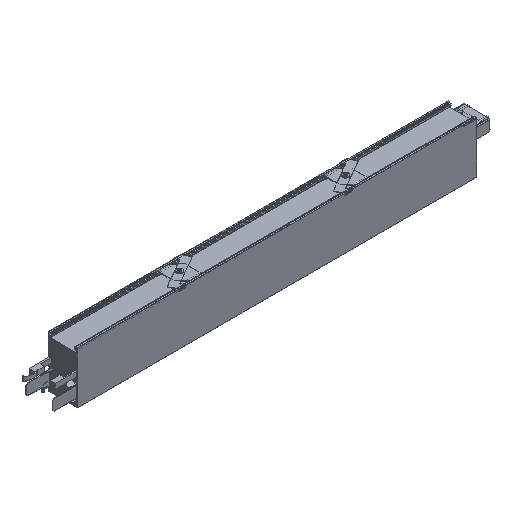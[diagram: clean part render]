
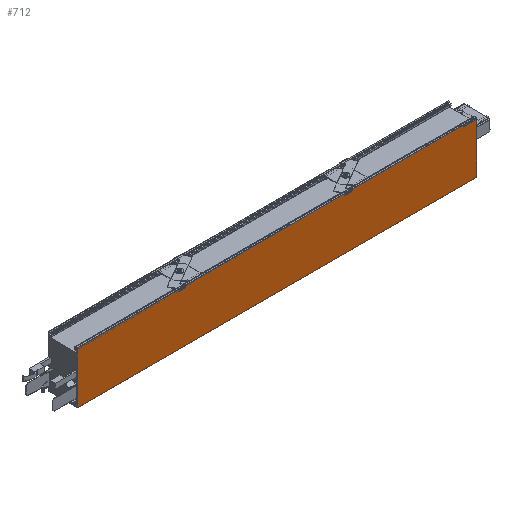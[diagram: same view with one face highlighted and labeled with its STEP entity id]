
A CAD part, isometric view. The second image highlights one B-rep face of the part: STEP entity #712.
In plain terms, the highlighted planar face has unit normal (0, -1, 0).
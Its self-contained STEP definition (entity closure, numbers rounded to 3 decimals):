
#263=FACE_OUTER_BOUND('',#1872,.T.);
#712=ADVANCED_FACE('DUAL S PROFIL',(#263),#1183,.F.);
#1183=PLANE('',#9136);
#1872=EDGE_LOOP('',(#2567,#2568,#2569,#2570));
#2567=ORIENTED_EDGE('',*,*,#6023,.F.);
#2568=ORIENTED_EDGE('',*,*,#5835,.T.);
#2569=ORIENTED_EDGE('',*,*,#6024,.T.);
#2570=ORIENTED_EDGE('',*,*,#5960,.F.);
#4984=VERTEX_POINT('',#12367);
#4985=VERTEX_POINT('',#12369);
#5108=VERTEX_POINT('',#12618);
#5109=VERTEX_POINT('',#12620);
#5835=EDGE_CURVE('',#4985,#4984,#7143,.T.);
#5960=EDGE_CURVE('',#5108,#5109,#7221,.T.);
#6023=EDGE_CURVE('LINE',#4985,#5108,#7273,.T.);
#6024=EDGE_CURVE('LINE',#4984,#5109,#7274,.T.);
#7143=LINE('',#12368,#8107);
#7221=LINE('',#12619,#8185);
#7273=LINE('',#12742,#8237);
#7274=LINE('',#12743,#8238);
#8107=VECTOR('',#9850,1.);
#8185=VECTOR('',#10026,1.);
#8237=VECTOR('',#10114,1.);
#8238=VECTOR('',#10115,1.);
#9136=AXIS2_PLACEMENT_3D('',#12744,#10116,#10117);
#9850=DIRECTION('',(0.,0.,1.));
#10026=DIRECTION('',(0.,0.,1.));
#10114=DIRECTION('',(-1.,0.,0.));
#10115=DIRECTION('',(-1.,0.,0.));
#10116=DIRECTION('',(0.,1.,0.));
#10117=DIRECTION('',(0.,0.,1.));
#12367=CARTESIAN_POINT('',(421.,-30.,-0.266));
#12368=CARTESIAN_POINT('',(421.,-30.,-0.266));
#12369=CARTESIAN_POINT('',(421.,-30.,-109.666));
#12618=CARTESIAN_POINT('',(-421.,-30.,-109.666));
#12619=CARTESIAN_POINT('',(-421.,-30.,-0.266));
#12620=CARTESIAN_POINT('',(-421.,-30.,-0.266));
#12742=CARTESIAN_POINT('',(-16.,-30.,-109.666));
#12743=CARTESIAN_POINT('',(-16.,-30.,-0.266));
#12744=CARTESIAN_POINT('',(-16.,-30.,-0.266));
